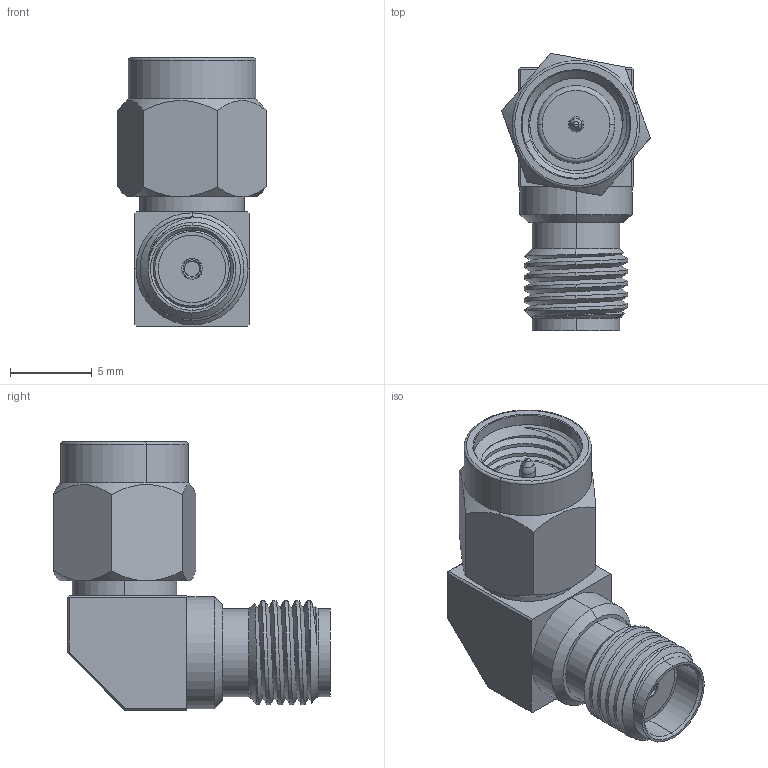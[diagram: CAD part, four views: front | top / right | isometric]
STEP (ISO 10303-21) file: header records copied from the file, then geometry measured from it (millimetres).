
FILE_DESCRIPTION (( 'STEP AP214' ), '1' );
FILE_NAME ('CT-SFSM-R-LN1.STEP', '2025-01-16T19:56:06', ( '' ), ( '' ), 'SwSTEP 2.0', 'SolidWorks 2021', '' );
FILE_SCHEMA (( 'AUTOMOTIVE_DESIGN' ));
Length unit declared in the file: inch
Products named in the file (1): CT-SFSM-R-LN1
Bounding box: 9.09 x 16.94 x 16.4 mm (x, y, z)
Volume: 873.6 mm3; surface area: 1353.8 mm2
Topology: 2 solids, 4 shells, 206 faces, 476 edges, 291 vertices
Faces by surface type: cylinder 82, plane 61, cone 47, torus 12, bspline 4
Entity records: 7900 total; most frequent: CARTESIAN_POINT 3233, DIRECTION 992, ORIENTED_EDGE 952, EDGE_CURVE 476, AXIS2_PLACEMENT_3D 399, VERTEX_POINT 291, EDGE_LOOP 225, ADVANCED_FACE 206
